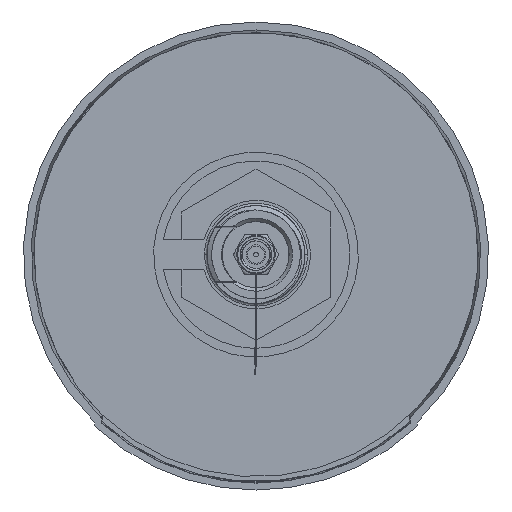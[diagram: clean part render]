
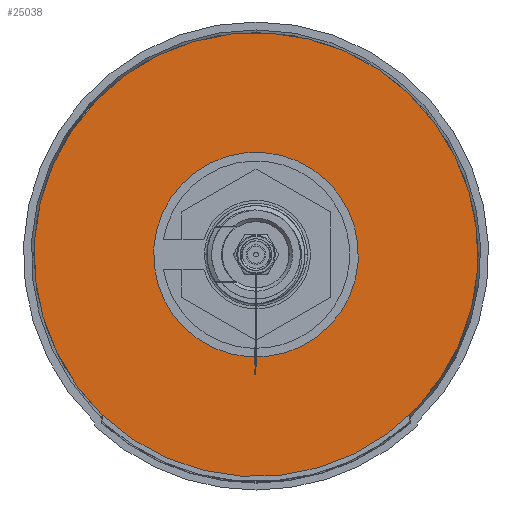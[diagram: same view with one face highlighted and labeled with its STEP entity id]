
A CAD part, front view. The second image highlights one B-rep face of the part: STEP entity #25038.
In plain terms, the highlighted planar face has unit normal (0, -1, 0).
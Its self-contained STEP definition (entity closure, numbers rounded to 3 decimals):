
#1153 = ORIENTED_EDGE ( 'NONE', *, *, #1379, .T. ) ;
#1247 = CARTESIAN_POINT ( 'NONE',  ( -12.277, -13.536, 16.728 ) ) ;
#1379 = EDGE_CURVE ( 'NONE', #11649, #12490, #23892, .T. ) ;
#1802 = CARTESIAN_POINT ( 'NONE',  ( 12.277, -13.536, -16.728 ) ) ;
#2956 = AXIS2_PLACEMENT_3D ( 'NONE', #25377, #12507, #32643 ) ;
#3730 = CIRCLE ( 'NONE', #2956, 45. ) ;
#3858 = CIRCLE ( 'NONE', #24595, 45. ) ;
#4297 = DIRECTION ( 'NONE',  ( 0., 1., 0. ) ) ;
#7261 = AXIS2_PLACEMENT_3D ( 'NONE', #12670, #30295, #10348 ) ;
#9695 = DIRECTION ( 'NONE',  ( -0.592, 0., 0.806 ) ) ;
#9992 = EDGE_LOOP ( 'NONE', ( #32278, #1153 ) ) ;
#10234 = VERTEX_POINT ( 'NONE', #16141 ) ;
#10348 = DIRECTION ( 'NONE',  ( -0.592, 0., 0.806 ) ) ;
#11649 = VERTEX_POINT ( 'NONE', #1247 ) ;
#11873 = EDGE_CURVE ( 'NONE', #12490, #11649, #30420, .T. ) ;
#12490 = VERTEX_POINT ( 'NONE', #1802 ) ;
#12507 = DIRECTION ( 'NONE',  ( 0., 1., 0. ) ) ;
#12670 = CARTESIAN_POINT ( 'NONE',  ( 0., -13.536, 0. ) ) ;
#15280 = DIRECTION ( 'NONE',  ( 0., 1., 0. ) ) ;
#16141 = CARTESIAN_POINT ( 'NONE',  ( -26.626, -13.536, 36.278 ) ) ;
#18763 = ORIENTED_EDGE ( 'NONE', *, *, #23769, .F. ) ;
#19366 = CARTESIAN_POINT ( 'NONE',  ( 0., -13.536, 0. ) ) ;
#20129 = DIRECTION ( 'NONE',  ( -0.592, 0., 0.806 ) ) ;
#21912 = DIRECTION ( 'NONE',  ( -0.592, 0., 0.806 ) ) ;
#22577 = VERTEX_POINT ( 'NONE', #26244 ) ;
#22901 = DIRECTION ( 'NONE',  ( 0., 1., 0. ) ) ;
#23769 = EDGE_CURVE ( 'NONE', #10234, #22577, #3858, .T. ) ;
#23892 = CIRCLE ( 'NONE', #7261, 20.75 ) ;
#24595 = AXIS2_PLACEMENT_3D ( 'NONE', #19366, #4297, #21912 ) ;
#25038 = ADVANCED_FACE ( 'NONE', ( #27837, #30975 ), #30376, .F. ) ;
#25377 = CARTESIAN_POINT ( 'NONE',  ( 0., -13.536, 0. ) ) ;
#25521 = AXIS2_PLACEMENT_3D ( 'NONE', #32448, #15280, #20129 ) ;
#25717 = EDGE_CURVE ( 'NONE', #22577, #10234, #3730, .T. ) ;
#26173 = AXIS2_PLACEMENT_3D ( 'NONE', #32252, #22901, #9695 ) ;
#26244 = CARTESIAN_POINT ( 'NONE',  ( 26.626, -13.536, -36.278 ) ) ;
#27837 = FACE_OUTER_BOUND ( 'NONE', #28309, .T. ) ;
#28309 = EDGE_LOOP ( 'NONE', ( #29799, #18763 ) ) ;
#29799 = ORIENTED_EDGE ( 'NONE', *, *, #25717, .F. ) ;
#30295 = DIRECTION ( 'NONE',  ( 0., 1., 0. ) ) ;
#30376 = PLANE ( 'NONE',  #25521 ) ;
#30420 = CIRCLE ( 'NONE', #26173, 20.75 ) ;
#30975 = FACE_BOUND ( 'NONE', #9992, .T. ) ;
#32252 = CARTESIAN_POINT ( 'NONE',  ( 0., -13.536, 0. ) ) ;
#32278 = ORIENTED_EDGE ( 'NONE', *, *, #11873, .T. ) ;
#32448 = CARTESIAN_POINT ( 'NONE',  ( 0., -13.536, 0. ) ) ;
#32643 = DIRECTION ( 'NONE',  ( -0.592, 0., 0.806 ) ) ;
